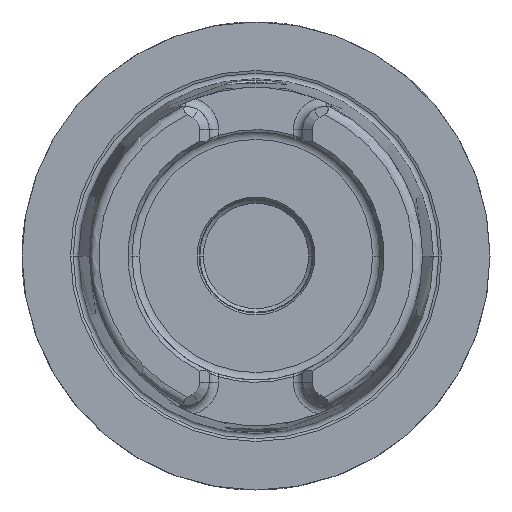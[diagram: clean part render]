
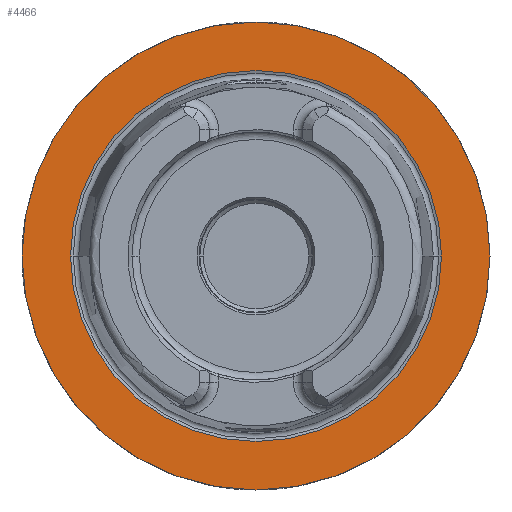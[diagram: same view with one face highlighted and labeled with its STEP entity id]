
A CAD part, left-side view. The second image highlights one B-rep face of the part: STEP entity #4466.
In plain terms, the highlighted planar face has unit normal (-1, 0, 0).
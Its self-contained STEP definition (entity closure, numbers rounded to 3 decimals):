
#905=CARTESIAN_POINT('',(0.,0.,0.));
#906=DIRECTION('',(1.,0.,0.));
#907=DIRECTION('',(0.,1.,0.));
#908=AXIS2_PLACEMENT_3D('',#905,#906,#907);
#910=CARTESIAN_POINT('',(0.,0.,0.));
#911=DIRECTION('',(-1.,0.,0.));
#912=DIRECTION('',(0.,1.,0.));
#913=AXIS2_PLACEMENT_3D('',#910,#911,#912);
#915=CARTESIAN_POINT('',(0.,0.,0.));
#916=DIRECTION('',(-1.,0.,0.));
#917=DIRECTION('',(0.,-1.,0.));
#918=AXIS2_PLACEMENT_3D('',#915,#916,#917);
#920=CARTESIAN_POINT('',(0.,0.,0.));
#921=DIRECTION('',(-1.,0.,0.));
#922=DIRECTION('',(0.,1.,0.));
#923=AXIS2_PLACEMENT_3D('',#920,#921,#922);
#3017=CARTESIAN_POINT('',(0.,50.,0.));
#3018=CARTESIAN_POINT('',(0.,-50.,0.));
#3019=VERTEX_POINT('',#3017);
#3020=VERTEX_POINT('',#3018);
#3045=CARTESIAN_POINT('',(0.,-39.632,0.));
#3046=VERTEX_POINT('',#3045);
#3047=CARTESIAN_POINT('',(0.,39.632,0.));
#3048=VERTEX_POINT('',#3047);
#4451=CARTESIAN_POINT('',(0.,0.,0.));
#4452=DIRECTION('',(1.,0.,0.));
#4453=DIRECTION('',(0.,-1.,0.));
#4454=AXIS2_PLACEMENT_3D('',#4451,#4452,#4453);
#4455=PLANE('',#4454);
#4457=ORIENTED_EDGE('',*,*,#4456,.T.);
#4459=ORIENTED_EDGE('',*,*,#4458,.F.);
#4460=EDGE_LOOP('',(#4457,#4459));
#4461=FACE_OUTER_BOUND('',#4460,.F.);
#4462=ORIENTED_EDGE('',*,*,#4446,.T.);
#4463=ORIENTED_EDGE('',*,*,#4430,.T.);
#4464=EDGE_LOOP('',(#4462,#4463));
#4465=FACE_BOUND('',#4464,.F.);
#4466=ADVANCED_FACE('',(#4461,#4465),#4455,.F.);
#909=CIRCLE('',#908,50.);
#914=CIRCLE('',#913,50.);
#919=CIRCLE('',#918,39.632);
#924=CIRCLE('',#923,39.632);
#4430=EDGE_CURVE('',#3048,#3046,#924,.T.);
#4446=EDGE_CURVE('',#3046,#3048,#919,.T.);
#4456=EDGE_CURVE('',#3019,#3020,#909,.T.);
#4458=EDGE_CURVE('',#3019,#3020,#914,.T.);
